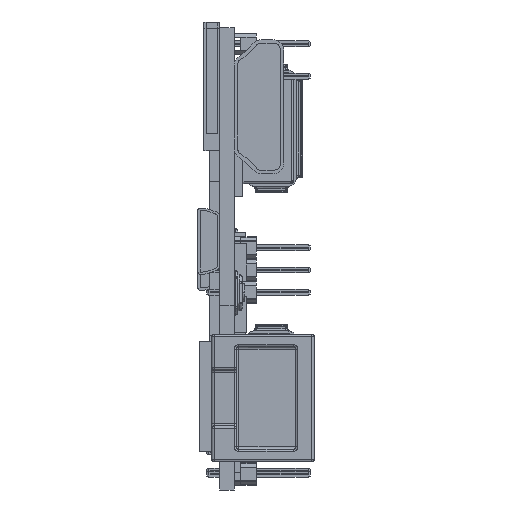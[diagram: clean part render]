
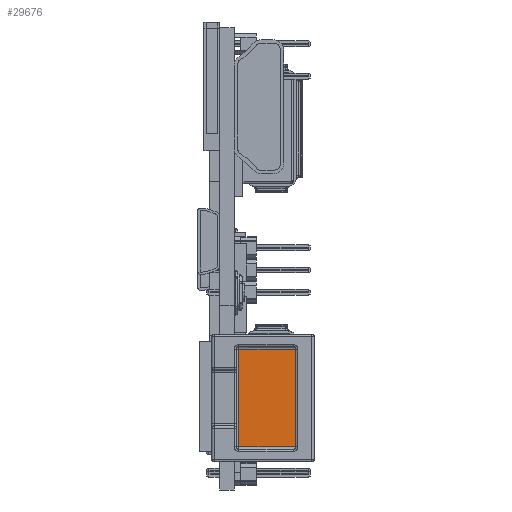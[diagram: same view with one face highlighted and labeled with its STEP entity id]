
A CAD part, left-side view. The second image highlights one B-rep face of the part: STEP entity #29676.
In plain terms, the highlighted face is planar.
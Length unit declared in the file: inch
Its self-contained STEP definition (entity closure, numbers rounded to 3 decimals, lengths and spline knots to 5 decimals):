
#28564=DIRECTION('',(0.,0.,-1.));
#28565=VECTOR('',#28564,0.254);
#28566=CARTESIAN_POINT('',(-0.21925,-0.117,0.132));
#28567=LINE('',#28566,#28565);
#28568=DIRECTION('',(1.,0.,0.));
#28569=VECTOR('',#28568,0.4385);
#28570=CARTESIAN_POINT('',(-0.21925,-0.117,-0.122));
#28571=LINE('',#28570,#28569);
#28572=DIRECTION('',(0.,0.,1.));
#28573=VECTOR('',#28572,0.254);
#28574=CARTESIAN_POINT('',(0.21925,-0.117,-0.122));
#28575=LINE('',#28574,#28573);
#28576=DIRECTION('',(1.,0.,0.));
#28577=VECTOR('',#28576,0.4385);
#28578=CARTESIAN_POINT('',(-0.21925,-0.117,0.132));
#28579=LINE('',#28578,#28577);
#28737=CARTESIAN_POINT('',(-0.21925,-0.117,0.132));
#28738=CARTESIAN_POINT('',(-0.21925,-0.117,-0.122));
#28739=VERTEX_POINT('',#28737);
#28740=VERTEX_POINT('',#28738);
#28753=CARTESIAN_POINT('',(0.21925,-0.117,-0.122));
#28754=CARTESIAN_POINT('',(0.21925,-0.117,0.132));
#28755=VERTEX_POINT('',#28753);
#28756=VERTEX_POINT('',#28754);
#29664=CARTESIAN_POINT('',(0.,-0.117,0.));
#29665=DIRECTION('',(0.,1.,0.));
#29666=DIRECTION('',(-1.,0.,0.));
#29667=AXIS2_PLACEMENT_3D('',#29664,#29665,#29666);
#29668=PLANE('',#29667);
#29669=ORIENTED_EDGE('',*,*,#29658,.T.);
#29670=ORIENTED_EDGE('',*,*,#29480,.T.);
#29672=ORIENTED_EDGE('',*,*,#29671,.T.);
#29673=ORIENTED_EDGE('',*,*,#29614,.F.);
#29674=EDGE_LOOP('',(#29669,#29670,#29672,#29673));
#29675=FACE_OUTER_BOUND('',#29674,.F.);
#29676=ADVANCED_FACE('',(#29675),#29668,.T.);
#29480=EDGE_CURVE('',#28740,#28755,#28571,.T.);
#29614=EDGE_CURVE('',#28739,#28756,#28579,.T.);
#29658=EDGE_CURVE('',#28739,#28740,#28567,.T.);
#29671=EDGE_CURVE('',#28755,#28756,#28575,.T.);
